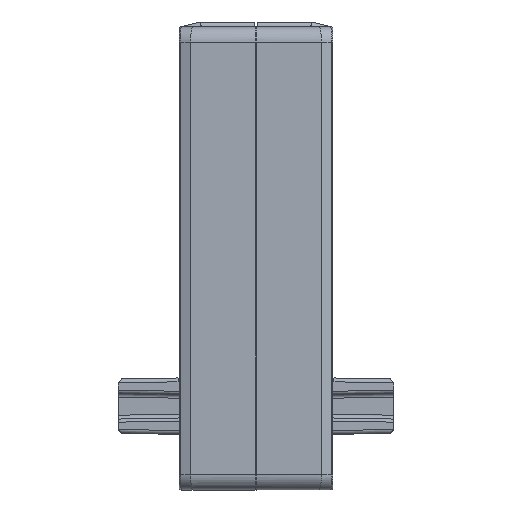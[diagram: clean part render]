
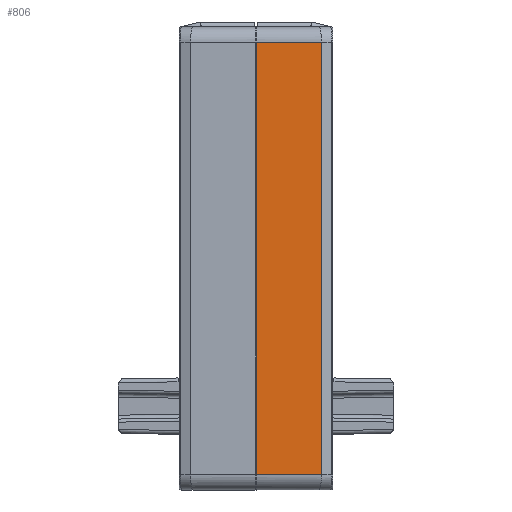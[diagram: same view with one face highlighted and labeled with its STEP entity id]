
A CAD part, front view. The second image highlights one B-rep face of the part: STEP entity #806.
In plain terms, the highlighted planar face has unit normal (0, -1, 0).
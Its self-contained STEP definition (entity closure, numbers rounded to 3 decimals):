
#431=PLANE('',#10661);
#806=ADVANCED_FACE('',(#1430),#431,.F.);
#1430=FACE_OUTER_BOUND('',#1881,.T.);
#1881=EDGE_LOOP('',(#4921,#4922,#4923,#4924,#4925,#4926));
#2293=B_SPLINE_CURVE_WITH_KNOTS('',3,(#15379,#15380,#15381,#15382),
 .UNSPECIFIED.,.F.,.F.,(4,4),(0.,1.),.UNSPECIFIED.);
#2533=LINE('',#15039,#3457);
#2536=LINE('',#15048,#3460);
#2578=LINE('',#15172,#3502);
#2629=LINE('',#15375,#3553);
#2630=LINE('',#15377,#3554);
#3457=VECTOR('',#11902,1.);
#3460=VECTOR('',#11909,1.);
#3502=VECTOR('',#12021,1.);
#3553=VECTOR('',#12168,1.);
#3554=VECTOR('',#12169,1.);
#4921=ORIENTED_EDGE('',*,*,#8674,.F.);
#4922=ORIENTED_EDGE('',*,*,#8538,.T.);
#4923=ORIENTED_EDGE('',*,*,#8542,.T.);
#4924=ORIENTED_EDGE('',*,*,#8601,.T.);
#4925=ORIENTED_EDGE('',*,*,#8675,.F.);
#4926=ORIENTED_EDGE('',*,*,#8676,.F.);
#7228=VERTEX_POINT('',#15037);
#7230=VERTEX_POINT('',#15040);
#7233=VERTEX_POINT('',#15047);
#7268=VERTEX_POINT('',#15171);
#7309=VERTEX_POINT('',#15376);
#7310=VERTEX_POINT('',#15378);
#8538=EDGE_CURVE('',#7230,#7228,#2533,.T.);
#8542=EDGE_CURVE('',#7228,#7233,#2536,.T.);
#8601=EDGE_CURVE('',#7233,#7268,#2578,.T.);
#8674=EDGE_CURVE('',#7230,#7309,#2629,.T.);
#8675=EDGE_CURVE('',#7310,#7268,#2630,.T.);
#8676=EDGE_CURVE('',#7309,#7310,#2293,.T.);
#10661=AXIS2_PLACEMENT_3D('',#15383,#12170,#12171);
#11902=DIRECTION('',(1.,0.,0.));
#11909=DIRECTION('',(0.,0.,1.));
#12021=DIRECTION('',(-1.,0.,0.));
#12168=DIRECTION('',(0.,0.,1.));
#12169=DIRECTION('',(0.,0.,1.));
#12170=DIRECTION('',(0.,1.,0.));
#12171=DIRECTION('',(0.,0.,-1.));
#15037=CARTESIAN_POINT('',(18.5,-42.85,-0.89));
#15039=CARTESIAN_POINT('',(17.8,-42.85,-0.89));
#15040=CARTESIAN_POINT('',(10.,-42.85,-0.89));
#15047=CARTESIAN_POINT('',(18.5,-42.85,55.3));
#15048=CARTESIAN_POINT('',(18.5,-42.85,57.3));
#15171=CARTESIAN_POINT('',(10.,-42.85,55.3));
#15172=CARTESIAN_POINT('',(17.8,-42.85,55.3));
#15375=CARTESIAN_POINT('',(10.,-42.85,0.));
#15376=CARTESIAN_POINT('',(10.,-42.85,13.605));
#15377=CARTESIAN_POINT('',(10.,-42.85,0.));
#15378=CARTESIAN_POINT('',(10.,-42.85,43.));
#15379=CARTESIAN_POINT('',(10.,-42.85,13.605));
#15380=CARTESIAN_POINT('',(10.,-42.85,23.404));
#15381=CARTESIAN_POINT('',(10.,-42.85,33.202));
#15382=CARTESIAN_POINT('',(10.,-42.85,43.));
#15383=CARTESIAN_POINT('',(17.8,-42.85,0.));
